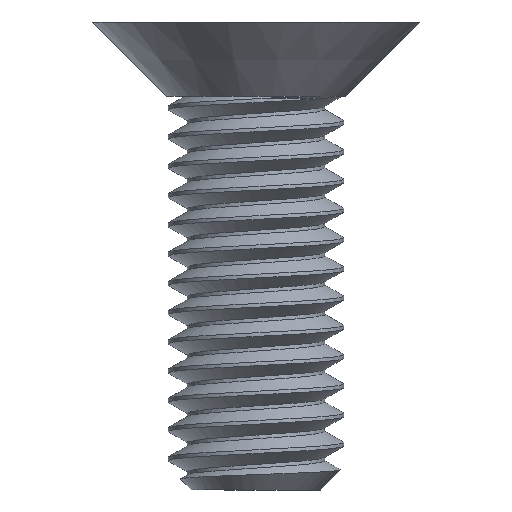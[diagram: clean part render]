
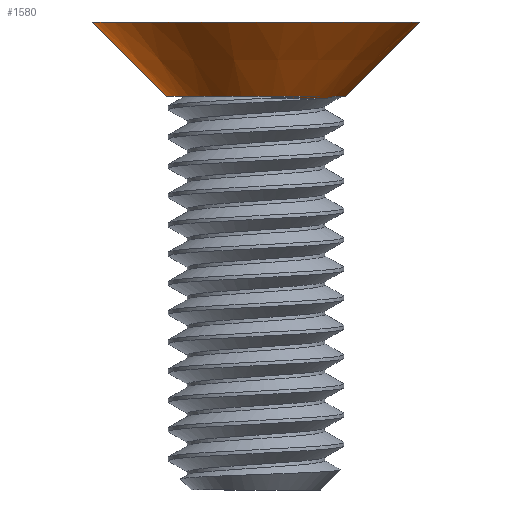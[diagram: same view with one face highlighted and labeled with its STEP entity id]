
A CAD part, left-side view. The second image highlights one B-rep face of the part: STEP entity #1580.
In plain terms, the highlighted conical face has half-angle 45 degrees and reference radius 1.5 mm.
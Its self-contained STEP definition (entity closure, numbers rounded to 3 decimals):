
#31 = CARTESIAN_POINT ( 'NONE',  ( -1.533, -0.061, 0.377 ) ) ;
#45 = CARTESIAN_POINT ( 'NONE',  ( -1.244, 0.897, 0.377 ) ) ;
#123 = CARTESIAN_POINT ( 'NONE',  ( -0.771, -1.31, 0.368 ) ) ;
#228 = CARTESIAN_POINT ( 'NONE',  ( -0.876, -1.218, 0.35 ) ) ;
#242 = DIRECTION ( 'NONE',  ( 0., -1., 0. ) ) ;
#359 = ORIENTED_EDGE ( 'NONE', *, *, #4179, .T. ) ;
#374 = CARTESIAN_POINT ( 'NONE',  ( -1.325, 0.773, 0.377 ) ) ;
#387 = CARTESIAN_POINT ( 'NONE',  ( 0., 2.8, 1.65 ) ) ;
#457 = EDGE_CURVE ( 'NONE', #1971, #1655, #1282, .T. ) ;
#475 = EDGE_CURVE ( 'NONE', #3130, #2784, #3706, .T. ) ;
#642 = DIRECTION ( 'NONE',  ( 0., -1., 0. ) ) ;
#700 = CARTESIAN_POINT ( 'NONE',  ( -0.714, -1.35, 0.377 ) ) ;
#863 = ORIENTED_EDGE ( 'NONE', *, *, #2743, .F. ) ;
#905 = EDGE_CURVE ( 'NONE', #2180, #3130, #3035, .T. ) ;
#1028 = CARTESIAN_POINT ( 'NONE',  ( 0., 1.527, 0.377 ) ) ;
#1208 = CARTESIAN_POINT ( 'NONE',  ( 0., 0., 0.35 ) ) ;
#1233 = DIRECTION ( 'NONE',  ( 0., 1., 0. ) ) ;
#1282 = B_SPLINE_CURVE_WITH_KNOTS ( 'NONE', 3,
 ( #2389, #2023, #1775, #4147, #2791, #31, #2120, #3359, #2714, #374, #45, #3709, #1424, #4047, #3129, #2038 ),
 .UNSPECIFIED., .F., .F.,
 ( 4, 2, 2, 2, 2, 2, 2, 4 ),
 ( 0., 0., 0.001, 0.001, 0.002, 0.002, 0.003, 0.003 ),
 .UNSPECIFIED. ) ;
#1325 = AXIS2_PLACEMENT_3D ( 'NONE', #2545, #2245, #242 ) ;
#1355 = AXIS2_PLACEMENT_3D ( 'NONE', #1208, #2544, #1233 ) ;
#1424 = CARTESIAN_POINT ( 'NONE',  ( -0.943, 1.209, 0.377 ) ) ;
#1438 = VECTOR ( 'NONE', #2260, 1000. ) ;
#1487 = CARTESIAN_POINT ( 'NONE',  ( 0., -1.527, 0.377 ) ) ;
#1499 = CARTESIAN_POINT ( 'NONE',  ( 0., -1.527, 0.377 ) ) ;
#1501 = CONICAL_SURFACE ( 'NONE', #2240, 1.5, 0.785 ) ;
#1554 = FACE_OUTER_BOUND ( 'NONE', #1992, .T. ) ;
#1580 = ADVANCED_FACE ( 'NONE', ( #1554 ), #1501, .T. ) ;
#1618 = ORIENTED_EDGE ( 'NONE', *, *, #457, .F. ) ;
#1655 = VERTEX_POINT ( 'NONE', #1028 ) ;
#1660 = VERTEX_POINT ( 'NONE', #387 ) ;
#1775 = CARTESIAN_POINT ( 'NONE',  ( -1.336, -0.753, 0.377 ) ) ;
#1844 = CARTESIAN_POINT ( 'NONE',  ( -0.246, -1.512, 0.377 ) ) ;
#1854 = VERTEX_POINT ( 'NONE', #3737 ) ;
#1930 = ORIENTED_EDGE ( 'NONE', *, *, #3416, .F. ) ;
#1971 = VERTEX_POINT ( 'NONE', #3466 ) ;
#1992 = EDGE_LOOP ( 'NONE', ( #3562, #1618, #1930, #863, #3083, #3344, #359, #3927 ) ) ;
#2008 = CARTESIAN_POINT ( 'NONE',  ( -0.876, -1.218, 0.35 ) ) ;
#2023 = CARTESIAN_POINT ( 'NONE',  ( -1.26, -0.875, 0.377 ) ) ;
#2038 = CARTESIAN_POINT ( 'NONE',  ( 0., 1.527, 0.377 ) ) ;
#2090 = LINE ( 'NONE', #2590, #1438 ) ;
#2120 = CARTESIAN_POINT ( 'NONE',  ( -1.531, 0.086, 0.377 ) ) ;
#2149 = LINE ( 'NONE', #3966, #4002 ) ;
#2180 = VERTEX_POINT ( 'NONE', #1487 ) ;
#2192 = CARTESIAN_POINT ( 'NONE',  ( -0.486, -1.453, 0.377 ) ) ;
#2240 = AXIS2_PLACEMENT_3D ( 'NONE', #3337, #2326, #642 ) ;
#2245 = DIRECTION ( 'NONE',  ( 0., 0., 1. ) ) ;
#2249 = CARTESIAN_POINT ( 'NONE',  ( -1.165, -0.987, 0.377 ) ) ;
#2260 = DIRECTION ( 'NONE',  ( 0., -0.707, 0.707 ) ) ;
#2289 = CARTESIAN_POINT ( 'NONE',  ( -1.483, -0.225, 0.35 ) ) ;
#2326 = DIRECTION ( 'NONE',  ( 0., 0., 1. ) ) ;
#2389 = CARTESIAN_POINT ( 'NONE',  ( -1.165, -0.987, 0.377 ) ) ;
#2544 = DIRECTION ( 'NONE',  ( 0., 0., -1. ) ) ;
#2545 = CARTESIAN_POINT ( 'NONE',  ( 0., 0., 1.65 ) ) ;
#2590 = CARTESIAN_POINT ( 'NONE',  ( 0., -1.5, 0.35 ) ) ;
#2634 = CARTESIAN_POINT ( 'NONE',  ( -1.34, -0.767, 0.368 ) ) ;
#2714 = CARTESIAN_POINT ( 'NONE',  ( -1.446, 0.512, 0.377 ) ) ;
#2743 = EDGE_CURVE ( 'NONE', #2784, #3846, #3692, .T. ) ;
#2784 = VERTEX_POINT ( 'NONE', #228 ) ;
#2791 = CARTESIAN_POINT ( 'NONE',  ( -1.494, -0.348, 0.377 ) ) ;
#3005 = CIRCLE ( 'NONE', #1325, 2.8 ) ;
#3035 = B_SPLINE_CURVE_WITH_KNOTS ( 'NONE', 3,
 ( #1499, #3171, #1844, #2192, #3506, #3523 ),
 .UNSPECIFIED., .F., .F.,
 ( 4, 2, 4 ),
 ( 0.008, 0.009, 0.009 ),
 .UNSPECIFIED. ) ;
#3083 = ORIENTED_EDGE ( 'NONE', *, *, #475, .F. ) ;
#3129 = CARTESIAN_POINT ( 'NONE',  ( -0.29, 1.527, 0.377 ) ) ;
#3130 = VERTEX_POINT ( 'NONE', #3463 ) ;
#3171 = CARTESIAN_POINT ( 'NONE',  ( -0.124, -1.527, 0.377 ) ) ;
#3337 = CARTESIAN_POINT ( 'NONE',  ( 0., 0., 0.35 ) ) ;
#3344 = ORIENTED_EDGE ( 'NONE', *, *, #905, .F. ) ;
#3359 = CARTESIAN_POINT ( 'NONE',  ( -1.488, 0.371, 0.377 ) ) ;
#3416 = EDGE_CURVE ( 'NONE', #3846, #1971, #3573, .T. ) ;
#3463 = CARTESIAN_POINT ( 'NONE',  ( -0.714, -1.35, 0.377 ) ) ;
#3466 = CARTESIAN_POINT ( 'NONE',  ( -1.165, -0.987, 0.377 ) ) ;
#3506 = CARTESIAN_POINT ( 'NONE',  ( -0.603, -1.408, 0.377 ) ) ;
#3523 = CARTESIAN_POINT ( 'NONE',  ( -0.714, -1.35, 0.377 ) ) ;
#3554 = EDGE_CURVE ( 'NONE', #1655, #1660, #2149, .T. ) ;
#3562 = ORIENTED_EDGE ( 'NONE', *, *, #3554, .F. ) ;
#3573 = B_SPLINE_CURVE_WITH_KNOTS ( 'NONE', 3,
 ( #2289, #3635, #2634, #2249 ),
 .UNSPECIFIED., .F., .F.,
 ( 4, 4 ),
 ( 0., 0.001 ),
 .UNSPECIFIED. ) ;
#3635 = CARTESIAN_POINT ( 'NONE',  ( -1.451, -0.504, 0.36 ) ) ;
#3663 = DIRECTION ( 'NONE',  ( 0., 0.707, 0.707 ) ) ;
#3692 = CIRCLE ( 'NONE', #1355, 1.5 ) ;
#3706 = B_SPLINE_CURVE_WITH_KNOTS ( 'NONE', 3,
 ( #700, #123, #4079, #2008 ),
 .UNSPECIFIED., .F., .F.,
 ( 4, 4 ),
 ( 0., 0. ),
 .UNSPECIFIED. ) ;
#3709 = CARTESIAN_POINT ( 'NONE',  ( -1.054, 1.114, 0.377 ) ) ;
#3737 = CARTESIAN_POINT ( 'NONE',  ( 0., -2.8, 1.65 ) ) ;
#3846 = VERTEX_POINT ( 'NONE', #4030 ) ;
#3927 = ORIENTED_EDGE ( 'NONE', *, *, #4171, .F. ) ;
#3966 = CARTESIAN_POINT ( 'NONE',  ( 0., 1.5, 0.35 ) ) ;
#4002 = VECTOR ( 'NONE', #3663, 1000. ) ;
#4030 = CARTESIAN_POINT ( 'NONE',  ( -1.483, -0.225, 0.35 ) ) ;
#4047 = CARTESIAN_POINT ( 'NONE',  ( -0.577, 1.444, 0.377 ) ) ;
#4079 = CARTESIAN_POINT ( 'NONE',  ( -0.825, -1.265, 0.359 ) ) ;
#4147 = CARTESIAN_POINT ( 'NONE',  ( -1.454, -0.487, 0.377 ) ) ;
#4171 = EDGE_CURVE ( 'NONE', #1660, #1854, #3005, .T. ) ;
#4179 = EDGE_CURVE ( 'NONE', #2180, #1854, #2090, .T. ) ;
